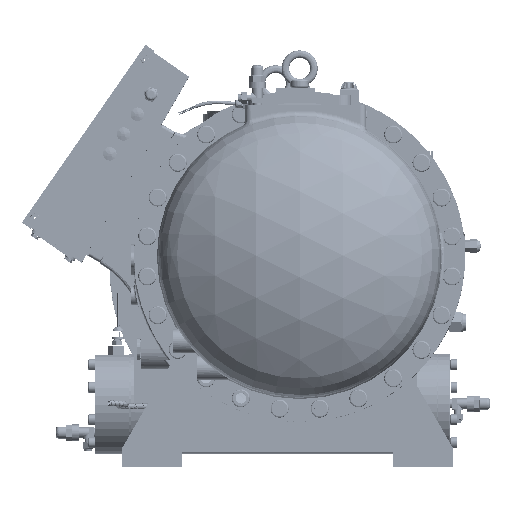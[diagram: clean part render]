
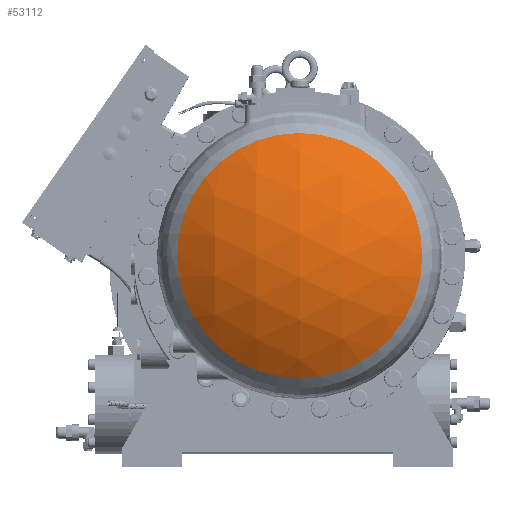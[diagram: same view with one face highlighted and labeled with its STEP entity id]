
A CAD part, top view. The second image highlights one B-rep face of the part: STEP entity #53112.
In plain terms, the highlighted spherical face has radius 354 mm.
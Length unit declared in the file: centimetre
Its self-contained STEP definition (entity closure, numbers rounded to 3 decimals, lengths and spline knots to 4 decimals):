
#1622=SPHERICAL_SURFACE('',#56248,35.4);
#13827=FACE_OUTER_BOUND('',#16298,.T.);
#16298=EDGE_LOOP('',(#39556));
#20085=CIRCLE('',#56244,20.355);
#23350=VERTEX_POINT('',#79492);
#30517=EDGE_CURVE('',#23350,#23350,#20085,.T.);
#39556=ORIENTED_EDGE('',*,*,#30517,.F.);
#53112=ADVANCED_FACE('',(#13827),#1622,.T.);
#56244=AXIS2_PLACEMENT_3D('',#79493,#61935,#61936);
#56248=AXIS2_PLACEMENT_3D('',#79647,#61943,#61944);
#61935=DIRECTION('center_axis',(0.,0.,
-1.));
#61936=DIRECTION('ref_axis',(-1.,0.,0.));
#61943=DIRECTION('center_axis',(1.,0.,0.));
#61944=DIRECTION('ref_axis',(0.,1.,0.));
#79492=CARTESIAN_POINT('',(-9.003,-17.955,69.7126));
#79493=CARTESIAN_POINT('Origin',(-9.003,2.4,69.7126));
#79647=CARTESIAN_POINT('Origin',(-9.003,2.4,40.75));
